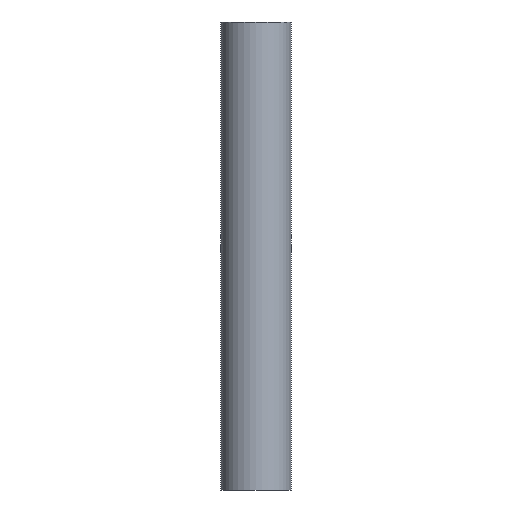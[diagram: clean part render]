
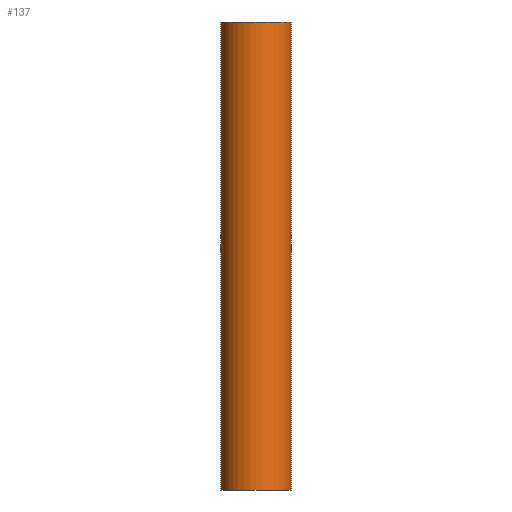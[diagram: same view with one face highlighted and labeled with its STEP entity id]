
A CAD part, front view. The second image highlights one B-rep face of the part: STEP entity #137.
In plain terms, the highlighted cylindrical face has radius 15 mm (diameter 30 mm), a partial arc.
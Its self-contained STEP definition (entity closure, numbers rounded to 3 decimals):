
#4 = DIRECTION ( 'NONE',  ( 0., 0., -1. ) ) ;
#12 = CARTESIAN_POINT ( 'NONE',  ( 0., 0., 100. ) ) ;
#19 = CARTESIAN_POINT ( 'NONE',  ( 0., 0., 100. ) ) ;
#21 = DIRECTION ( 'NONE',  ( 0., 0., -1. ) ) ;
#22 = DIRECTION ( 'NONE',  ( -1., 0., 0. ) ) ;
#33 = DIRECTION ( 'NONE',  ( -1., 0., 0. ) ) ;
#34 = EDGE_LOOP ( 'NONE', ( #194, #82, #113, #134 ) ) ;
#39 = CARTESIAN_POINT ( 'NONE',  ( -15., 0., 100. ) ) ;
#44 = DIRECTION ( 'NONE',  ( 0., 0., 1. ) ) ;
#45 = DIRECTION ( 'NONE',  ( -1., 0., 0. ) ) ;
#47 = CARTESIAN_POINT ( 'NONE',  ( 0., 0., -100. ) ) ;
#51 = CARTESIAN_POINT ( 'NONE',  ( 15., 0., -100. ) ) ;
#59 = DIRECTION ( 'NONE',  ( 0., 0., -1. ) ) ;
#61 = FACE_OUTER_BOUND ( 'NONE', #34, .T. ) ;
#63 = CARTESIAN_POINT ( 'NONE',  ( -15., 0., -100. ) ) ;
#65 = CARTESIAN_POINT ( 'NONE',  ( 15., 0., 100. ) ) ;
#70 = VERTEX_POINT ( 'NONE', #65 ) ;
#82 = ORIENTED_EDGE ( 'NONE', *, *, #161, .T. ) ;
#93 = CARTESIAN_POINT ( 'NONE',  ( -15., 0., 100. ) ) ;
#104 = VECTOR ( 'NONE', #59, 1000. ) ;
#106 = DIRECTION ( 'NONE',  ( 0., 0., -1. ) ) ;
#107 = VERTEX_POINT ( 'NONE', #63 ) ;
#113 = ORIENTED_EDGE ( 'NONE', *, *, #144, .T. ) ;
#117 = VERTEX_POINT ( 'NONE', #51 ) ;
#125 = CARTESIAN_POINT ( 'NONE',  ( 15., 0., 100. ) ) ;
#127 = VECTOR ( 'NONE', #106, 1000. ) ;
#131 = CIRCLE ( 'NONE', #178, 15. ) ;
#134 = ORIENTED_EDGE ( 'NONE', *, *, #214, .T. ) ;
#135 = VERTEX_POINT ( 'NONE', #39 ) ;
#137 = ADVANCED_FACE ( 'NONE', ( #61 ), #143, .T. ) ;
#143 = CYLINDRICAL_SURFACE ( 'NONE', #176, 15. ) ;
#144 = EDGE_CURVE ( 'NONE', #135, #107, #189, .T. ) ;
#149 = EDGE_CURVE ( 'NONE', #70, #117, #198, .T. ) ;
#161 = EDGE_CURVE ( 'NONE', #70, #135, #196, .T. ) ;
#176 = AXIS2_PLACEMENT_3D ( 'NONE', #12, #4, #33 ) ;
#178 = AXIS2_PLACEMENT_3D ( 'NONE', #47, #44, #45 ) ;
#189 = LINE ( 'NONE', #93, #127 ) ;
#191 = AXIS2_PLACEMENT_3D ( 'NONE', #19, #21, #22 ) ;
#194 = ORIENTED_EDGE ( 'NONE', *, *, #149, .F. ) ;
#196 = CIRCLE ( 'NONE', #191, 15. ) ;
#198 = LINE ( 'NONE', #125, #104 ) ;
#214 = EDGE_CURVE ( 'NONE', #107, #117, #131, .T. ) ;
